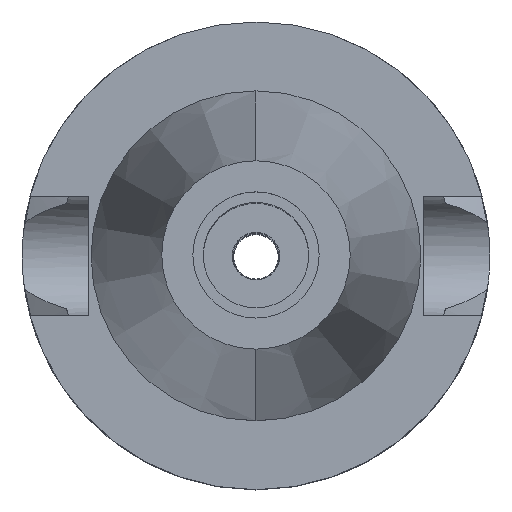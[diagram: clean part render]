
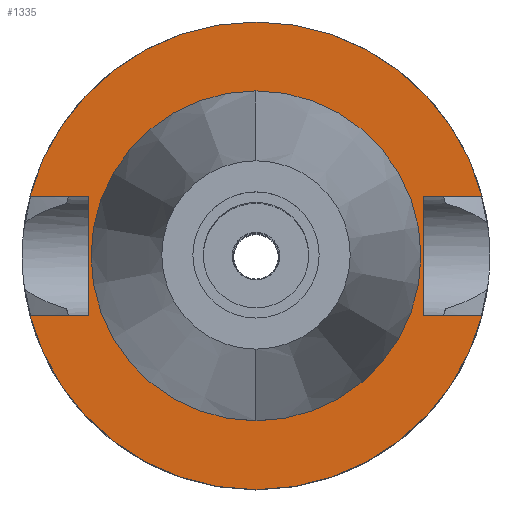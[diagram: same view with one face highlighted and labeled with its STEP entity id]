
A CAD part, top view. The second image highlights one B-rep face of the part: STEP entity #1335.
In plain terms, the highlighted planar face has unit normal (0, 0, 1).
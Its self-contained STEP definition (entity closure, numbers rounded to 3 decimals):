
#121=DIRECTION('',(0.,1.,0.));
#122=VECTOR('',#121,16.1);
#123=CARTESIAN_POINT('',(-22.5,-8.05,-1.));
#124=LINE('',#123,#122);
#128=DIRECTION('',(-1.,0.,0.));
#129=VECTOR('',#128,7.954);
#130=CARTESIAN_POINT('',(-22.5,8.05,-1.));
#131=LINE('',#130,#129);
#135=CARTESIAN_POINT('',(0.,0.,-1.));
#136=DIRECTION('',(0.,0.,-1.));
#137=DIRECTION('',(-0.967,0.256,0.));
#138=AXIS2_PLACEMENT_3D('',#135,#136,#137);
#143=CARTESIAN_POINT('',(0.,0.,-1.));
#144=DIRECTION('',(0.,0.,-1.));
#145=DIRECTION('',(0.,1.,0.));
#146=AXIS2_PLACEMENT_3D('',#143,#144,#145);
#151=DIRECTION('',(0.,-1.,0.));
#152=VECTOR('',#151,16.1);
#153=CARTESIAN_POINT('',(22.5,8.05,-1.));
#154=LINE('',#153,#152);
#158=DIRECTION('',(1.,0.,0.));
#159=VECTOR('',#158,7.954);
#160=CARTESIAN_POINT('',(22.5,-8.05,-1.));
#161=LINE('',#160,#159);
#165=CARTESIAN_POINT('',(0.,0.,-1.));
#166=DIRECTION('',(0.,0.,-1.));
#167=DIRECTION('',(0.967,-0.256,0.));
#168=AXIS2_PLACEMENT_3D('',#165,#166,#167);
#173=CARTESIAN_POINT('',(0.,0.,-1.));
#174=DIRECTION('',(0.,0.,-1.));
#175=DIRECTION('',(0.,-1.,0.));
#176=AXIS2_PLACEMENT_3D('',#173,#174,#175);
#181=CARTESIAN_POINT('',(0.,0.,-1.));
#182=DIRECTION('',(0.,0.,1.));
#183=DIRECTION('',(0.,-1.,0.));
#184=AXIS2_PLACEMENT_3D('',#181,#182,#183);
#189=CARTESIAN_POINT('',(0.,0.,-1.));
#190=DIRECTION('',(0.,0.,1.));
#191=DIRECTION('',(0.,1.,0.));
#192=AXIS2_PLACEMENT_3D('',#189,#190,#191);
#227=DIRECTION('',(-1.,0.,0.));
#228=VECTOR('',#227,7.954);
#229=CARTESIAN_POINT('',(-22.5,-8.05,-1.));
#230=LINE('',#229,#228);
#364=DIRECTION('',(1.,0.,0.));
#365=VECTOR('',#364,7.954);
#366=CARTESIAN_POINT('',(22.5,8.05,-1.));
#367=LINE('',#366,#365);
#1192=CARTESIAN_POINT('',(-22.5,-8.05,-1.));
#1193=VERTEX_POINT('',#1192);
#1194=CARTESIAN_POINT('',(-30.454,-8.05,-1.));
#1195=VERTEX_POINT('',#1194);
#1198=CARTESIAN_POINT('',(-22.5,8.05,-1.));
#1199=VERTEX_POINT('',#1198);
#1200=CARTESIAN_POINT('',(-30.454,8.05,-1.));
#1201=VERTEX_POINT('',#1200);
#1202=CARTESIAN_POINT('',(0.,31.5,-1.));
#1203=CARTESIAN_POINT('',(30.454,8.05,-1.));
#1204=VERTEX_POINT('',#1202);
#1205=VERTEX_POINT('',#1203);
#1206=CARTESIAN_POINT('',(22.5,8.05,-1.));
#1207=VERTEX_POINT('',#1206);
#1208=CARTESIAN_POINT('',(22.5,-8.05,-1.));
#1209=VERTEX_POINT('',#1208);
#1210=CARTESIAN_POINT('',(30.454,-8.05,-1.));
#1211=VERTEX_POINT('',#1210);
#1212=CARTESIAN_POINT('',(0.,-31.5,-1.));
#1213=VERTEX_POINT('',#1212);
#1214=CARTESIAN_POINT('',(0.,-22.225,-1.));
#1215=CARTESIAN_POINT('',(0.,22.225,-1.));
#1216=VERTEX_POINT('',#1214);
#1217=VERTEX_POINT('',#1215);
#1304=CARTESIAN_POINT('',(0.,0.,-1.));
#1305=DIRECTION('',(0.,0.,-1.));
#1306=DIRECTION('',(0.,-1.,0.));
#1307=AXIS2_PLACEMENT_3D('',#1304,#1305,#1306);
#1308=PLANE('',#1307);
#1310=ORIENTED_EDGE('',*,*,#1309,.T.);
#1312=ORIENTED_EDGE('',*,*,#1311,.T.);
#1314=ORIENTED_EDGE('',*,*,#1313,.T.);
#1316=ORIENTED_EDGE('',*,*,#1315,.T.);
#1318=ORIENTED_EDGE('',*,*,#1317,.F.);
#1320=ORIENTED_EDGE('',*,*,#1319,.T.);
#1322=ORIENTED_EDGE('',*,*,#1321,.T.);
#1324=ORIENTED_EDGE('',*,*,#1323,.T.);
#1326=ORIENTED_EDGE('',*,*,#1325,.T.);
#1328=ORIENTED_EDGE('',*,*,#1327,.F.);
#1329=EDGE_LOOP('',(#1310,#1312,#1314,#1316,#1318,#1320,#1322,#1324,#1326,
#1328));
#1330=FACE_OUTER_BOUND('',#1329,.F.);
#1331=ORIENTED_EDGE('',*,*,#1283,.T.);
#1332=ORIENTED_EDGE('',*,*,#1299,.T.);
#1333=EDGE_LOOP('',(#1331,#1332));
#1334=FACE_BOUND('',#1333,.F.);
#139=CIRCLE('',#138,31.5);
#147=CIRCLE('',#146,31.5);
#169=CIRCLE('',#168,31.5);
#177=CIRCLE('',#176,31.5);
#185=CIRCLE('',#184,22.225);
#193=CIRCLE('',#192,22.225);
#1283=EDGE_CURVE('',#1216,#1217,#185,.T.);
#1299=EDGE_CURVE('',#1217,#1216,#193,.T.);
#1309=EDGE_CURVE('',#1193,#1199,#124,.T.);
#1311=EDGE_CURVE('',#1199,#1201,#131,.T.);
#1313=EDGE_CURVE('',#1201,#1204,#139,.T.);
#1315=EDGE_CURVE('',#1204,#1205,#147,.T.);
#1317=EDGE_CURVE('',#1207,#1205,#367,.T.);
#1319=EDGE_CURVE('',#1207,#1209,#154,.T.);
#1321=EDGE_CURVE('',#1209,#1211,#161,.T.);
#1323=EDGE_CURVE('',#1211,#1213,#169,.T.);
#1325=EDGE_CURVE('',#1213,#1195,#177,.T.);
#1327=EDGE_CURVE('',#1193,#1195,#230,.T.);
#1335=ADVANCED_FACE('',(#1330,#1334),#1308,.F.);
